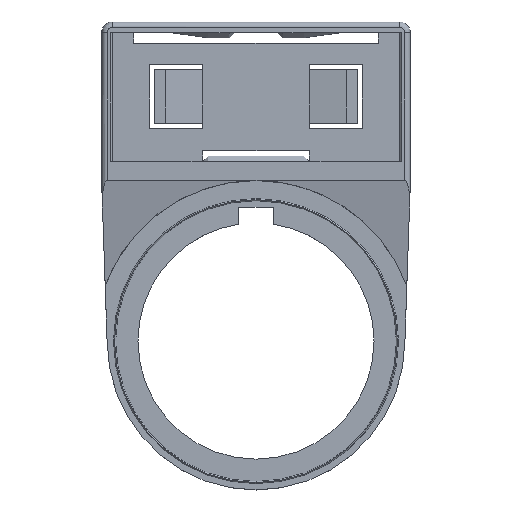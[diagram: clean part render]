
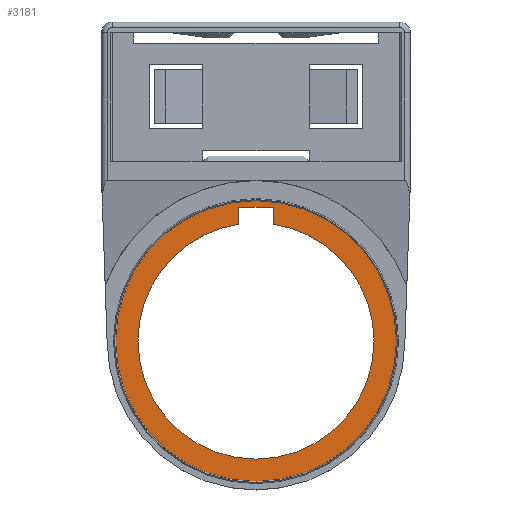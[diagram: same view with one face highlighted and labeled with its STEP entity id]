
A CAD part, top view. The second image highlights one B-rep face of the part: STEP entity #3181.
In plain terms, the highlighted planar face has unit normal (0, 0, 1).
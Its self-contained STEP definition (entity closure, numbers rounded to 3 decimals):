
#11 = VERTEX_POINT ( 'NONE', #3408 ) ;
#70 = EDGE_CURVE ( 'NONE', #11, #2959, #3585, .T. ) ;
#178 = CARTESIAN_POINT ( 'NONE',  ( 0., 0., 0.7 ) ) ;
#286 = CARTESIAN_POINT ( 'NONE',  ( 13.2, 0., 0.7 ) ) ;
#305 = AXIS2_PLACEMENT_3D ( 'NONE', #1331, #2783, #4239 ) ;
#334 = EDGE_CURVE ( 'NONE', #4078, #4536, #4650, .T. ) ;
#387 = AXIS2_PLACEMENT_3D ( 'NONE', #1758, #3202, #4663 ) ;
#390 = DIRECTION ( 'NONE',  ( 1., 0., 0. ) ) ;
#634 = DIRECTION ( 'NONE',  ( 0., -1., 0. ) ) ;
#670 = EDGE_CURVE ( 'NONE', #1734, #11, #2455, .T. ) ;
#811 = DIRECTION ( 'NONE',  ( 0., 0., -1. ) ) ;
#870 = DIRECTION ( 'NONE',  ( -1., 0., 0. ) ) ;
#922 = AXIS2_PLACEMENT_3D ( 'NONE', #178, #1650, #3092 ) ;
#1031 = CARTESIAN_POINT ( 'NONE',  ( -13.2, 0., 0.7 ) ) ;
#1134 = CARTESIAN_POINT ( 'NONE',  ( 1.6, 12.6, 0.7 ) ) ;
#1237 = DIRECTION ( 'NONE',  ( 1., 0., 0. ) ) ;
#1327 = CARTESIAN_POINT ( 'NONE',  ( -1.6, 0., 0.7 ) ) ;
#1331 = CARTESIAN_POINT ( 'NONE',  ( -13.358, -13.358, 0.7 ) ) ;
#1436 = VERTEX_POINT ( 'NONE', #3660 ) ;
#1511 = ORIENTED_EDGE ( 'NONE', *, *, #4537, .T. ) ;
#1612 = EDGE_CURVE ( 'NONE', #3428, #1436, #4595, .T. ) ;
#1650 = DIRECTION ( 'NONE',  ( 0., 0., -1. ) ) ;
#1689 = FACE_BOUND ( 'NONE', #2141, .T. ) ;
#1734 = VERTEX_POINT ( 'NONE', #1134 ) ;
#1758 = CARTESIAN_POINT ( 'NONE',  ( 0., 0., 0.7 ) ) ;
#1934 = AXIS2_PLACEMENT_3D ( 'NONE', #3049, #4508, #1237 ) ;
#2141 = EDGE_LOOP ( 'NONE', ( #3880, #3918, #1511, #3353, #3091, #3924 ) ) ;
#2197 = EDGE_CURVE ( 'NONE', #1436, #1734, #2210, .T. ) ;
#2210 = LINE ( 'NONE', #3667, #3678 ) ;
#2276 = DIRECTION ( 'NONE',  ( 1., 0., 0. ) ) ;
#2455 = LINE ( 'NONE', #3916, #3657 ) ;
#2459 = CIRCLE ( 'NONE', #387, 11.1 ) ;
#2542 = CARTESIAN_POINT ( 'NONE',  ( 11.1, 0., 0.7 ) ) ;
#2589 = AXIS2_PLACEMENT_3D ( 'NONE', #4093, #811, #2276 ) ;
#2667 = ORIENTED_EDGE ( 'NONE', *, *, #334, .F. ) ;
#2684 = AXIS2_PLACEMENT_3D ( 'NONE', #2692, #4154, #870 ) ;
#2692 = CARTESIAN_POINT ( 'NONE',  ( 0., 0., 0.7 ) ) ;
#2779 = EDGE_CURVE ( 'NONE', #3001, #3428, #4726, .T. ) ;
#2781 = DIRECTION ( 'NONE',  ( 0., 1., 0. ) ) ;
#2783 = DIRECTION ( 'NONE',  ( 0., 0., 1. ) ) ;
#2959 = VERTEX_POINT ( 'NONE', #2542 ) ;
#3001 = VERTEX_POINT ( 'NONE', #4021 ) ;
#3049 = CARTESIAN_POINT ( 'NONE',  ( 0., 0., 0.7 ) ) ;
#3091 = ORIENTED_EDGE ( 'NONE', *, *, #1612, .T. ) ;
#3092 = DIRECTION ( 'NONE',  ( -1., 0., 0. ) ) ;
#3134 = FACE_OUTER_BOUND ( 'NONE', #4700, .T. ) ;
#3181 = ADVANCED_FACE ( 'NONE', ( #1689, #3134 ), #4599, .T. ) ;
#3202 = DIRECTION ( 'NONE',  ( 0., 0., -1. ) ) ;
#3259 = ORIENTED_EDGE ( 'NONE', *, *, #4310, .F. ) ;
#3353 = ORIENTED_EDGE ( 'NONE', *, *, #2779, .T. ) ;
#3408 = CARTESIAN_POINT ( 'NONE',  ( 1.6, 10.984, 0.7 ) ) ;
#3428 = VERTEX_POINT ( 'NONE', #4037 ) ;
#3585 = CIRCLE ( 'NONE', #922, 11.1 ) ;
#3657 = VECTOR ( 'NONE', #634, 1000. ) ;
#3660 = CARTESIAN_POINT ( 'NONE',  ( -1.6, 12.6, 0.7 ) ) ;
#3667 = CARTESIAN_POINT ( 'NONE',  ( 0., 12.6, 0.7 ) ) ;
#3678 = VECTOR ( 'NONE', #390, 1000. ) ;
#3880 = ORIENTED_EDGE ( 'NONE', *, *, #670, .T. ) ;
#3916 = CARTESIAN_POINT ( 'NONE',  ( 1.6, 0., 0.7 ) ) ;
#3918 = ORIENTED_EDGE ( 'NONE', *, *, #70, .T. ) ;
#3924 = ORIENTED_EDGE ( 'NONE', *, *, #2197, .T. ) ;
#3977 = CIRCLE ( 'NONE', #1934, 13.2 ) ;
#4021 = CARTESIAN_POINT ( 'NONE',  ( -11.1, 0., 0.7 ) ) ;
#4037 = CARTESIAN_POINT ( 'NONE',  ( -1.6, 10.984, 0.7 ) ) ;
#4078 = VERTEX_POINT ( 'NONE', #1031 ) ;
#4093 = CARTESIAN_POINT ( 'NONE',  ( 0., 0., 0.7 ) ) ;
#4154 = DIRECTION ( 'NONE',  ( 0., 0., -1. ) ) ;
#4221 = VECTOR ( 'NONE', #2781, 1000. ) ;
#4239 = DIRECTION ( 'NONE',  ( 1., 0., 0. ) ) ;
#4310 = EDGE_CURVE ( 'NONE', #4536, #4078, #3977, .T. ) ;
#4508 = DIRECTION ( 'NONE',  ( 0., 0., -1. ) ) ;
#4536 = VERTEX_POINT ( 'NONE', #286 ) ;
#4537 = EDGE_CURVE ( 'NONE', #2959, #3001, #2459, .T. ) ;
#4595 = LINE ( 'NONE', #1327, #4221 ) ;
#4599 = PLANE ( 'NONE',  #305 ) ;
#4650 = CIRCLE ( 'NONE', #2589, 13.2 ) ;
#4663 = DIRECTION ( 'NONE',  ( -1., 0., 0. ) ) ;
#4700 = EDGE_LOOP ( 'NONE', ( #3259, #2667 ) ) ;
#4726 = CIRCLE ( 'NONE', #2684, 11.1 ) ;
